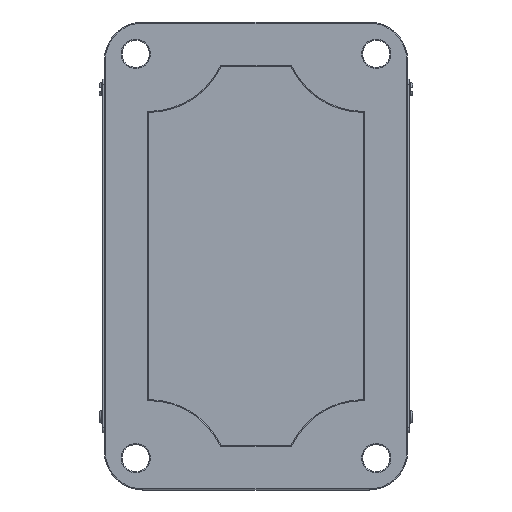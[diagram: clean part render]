
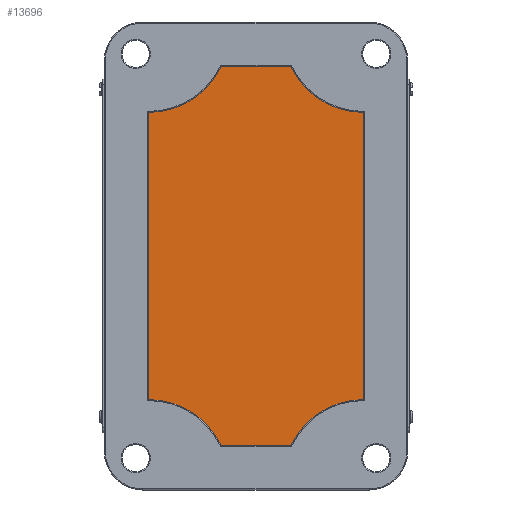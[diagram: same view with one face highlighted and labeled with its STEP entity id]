
A CAD part, front view. The second image highlights one B-rep face of the part: STEP entity #13696.
In plain terms, the highlighted planar face has unit normal (0, -1, 0).
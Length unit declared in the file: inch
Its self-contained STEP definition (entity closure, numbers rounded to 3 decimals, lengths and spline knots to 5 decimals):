
#35 = ORIENTED_EDGE ( 'NONE', *, *, #1408, .T. ) ;
#296 = LINE ( 'NONE', #10457, #6298 ) ;
#891 = CARTESIAN_POINT ( 'NONE',  ( 1.065, 0.5, 1.42 ) ) ;
#1190 = CIRCLE ( 'NONE', #4807, 0.8 ) ;
#1322 = DIRECTION ( 'NONE',  ( 0., 1., 0. ) ) ;
#1408 = EDGE_CURVE ( 'NONE', #5802, #6152, #7764, .T. ) ;
#1563 = ORIENTED_EDGE ( 'NONE', *, *, #4550, .T. ) ;
#1794 = AXIS2_PLACEMENT_3D ( 'NONE', #12590, #12585, #12572 ) ;
#2842 = CIRCLE ( 'NONE', #3893, 0.8 ) ;
#2900 = DIRECTION ( 'NONE',  ( 0., 1., 0. ) ) ;
#3166 = LINE ( 'NONE', #9190, #5834 ) ;
#3893 = AXIS2_PLACEMENT_3D ( 'NONE', #9241, #1322, #9139 ) ;
#4408 = EDGE_CURVE ( 'NONE', #11469, #11443, #296, .T. ) ;
#4487 = ORIENTED_EDGE ( 'NONE', *, *, #6090, .T. ) ;
#4536 = VECTOR ( 'NONE', #9668, 39.37008 ) ;
#4550 = EDGE_CURVE ( 'NONE', #13307, #13102, #6788, .T. ) ;
#4690 = CARTESIAN_POINT ( 'NONE',  ( -1.065, 0.5, -1.42 ) ) ;
#4731 = CIRCLE ( 'NONE', #8911, 0.8 ) ;
#4807 = AXIS2_PLACEMENT_3D ( 'NONE', #9467, #2900, #10550 ) ;
#4884 = CARTESIAN_POINT ( 'NONE',  ( 1.065, 0.5, 2.22 ) ) ;
#4897 = DIRECTION ( 'NONE',  ( 0., 0., 1. ) ) ;
#4920 = ORIENTED_EDGE ( 'NONE', *, *, #13489, .T. ) ;
#5686 = LINE ( 'NONE', #12243, #13874 ) ;
#5802 = VERTEX_POINT ( 'NONE', #891 ) ;
#5834 = VECTOR ( 'NONE', #4897, 39.37008 ) ;
#6015 = DIRECTION ( 'NONE',  ( 0., 0., -1. ) ) ;
#6090 = EDGE_CURVE ( 'NONE', #11443, #13307, #2842, .T. ) ;
#6152 = VERTEX_POINT ( 'NONE', #6830 ) ;
#6298 = VECTOR ( 'NONE', #10474, 39.37008 ) ;
#6431 = EDGE_CURVE ( 'NONE', #6152, #13993, #5686, .T. ) ;
#6603 = DIRECTION ( 'NONE',  ( 0., 1., 0. ) ) ;
#6788 = LINE ( 'NONE', #9509, #4536 ) ;
#6830 = CARTESIAN_POINT ( 'NONE',  ( 0.34321, 0.5, 1.875 ) ) ;
#7633 = CARTESIAN_POINT ( 'NONE',  ( -0.34321, 0.5, 1.875 ) ) ;
#7764 = CIRCLE ( 'NONE', #1794, 0.8 ) ;
#7949 = FACE_OUTER_BOUND ( 'NONE', #12727, .T. ) ;
#8057 = ORIENTED_EDGE ( 'NONE', *, *, #6431, .T. ) ;
#8911 = AXIS2_PLACEMENT_3D ( 'NONE', #12996, #6603, #14085 ) ;
#9139 = DIRECTION ( 'NONE',  ( 0., 0., -1. ) ) ;
#9190 = CARTESIAN_POINT ( 'NONE',  ( 1.065, 0.5, 1.42 ) ) ;
#9241 = CARTESIAN_POINT ( 'NONE',  ( -1.065, 0.5, -2.22 ) ) ;
#9346 = EDGE_CURVE ( 'NONE', #13102, #11827, #4731, .T. ) ;
#9460 = CARTESIAN_POINT ( 'NONE',  ( -0.34321, 0.5, -1.875 ) ) ;
#9461 = ORIENTED_EDGE ( 'NONE', *, *, #9346, .T. ) ;
#9467 = CARTESIAN_POINT ( 'NONE',  ( -1.065, 0.5, 2.22 ) ) ;
#9509 = CARTESIAN_POINT ( 'NONE',  ( -0.34321, 0.5, -1.875 ) ) ;
#9668 = DIRECTION ( 'NONE',  ( 1., 0., 0. ) ) ;
#10052 = AXIS2_PLACEMENT_3D ( 'NONE', #4884, #12392, #6015 ) ;
#10199 = PLANE ( 'NONE',  #10052 ) ;
#10202 = ORIENTED_EDGE ( 'NONE', *, *, #4408, .T. ) ;
#10457 = CARTESIAN_POINT ( 'NONE',  ( -1.065, 0.5, 1.42 ) ) ;
#10474 = DIRECTION ( 'NONE',  ( 0., 0., -1. ) ) ;
#10550 = DIRECTION ( 'NONE',  ( 0., 0., 1. ) ) ;
#10780 = CARTESIAN_POINT ( 'NONE',  ( 1.065, 0.5, -1.42 ) ) ;
#10970 = ORIENTED_EDGE ( 'NONE', *, *, #11542, .T. ) ;
#11162 = CARTESIAN_POINT ( 'NONE',  ( 0.34321, 0.5, -1.875 ) ) ;
#11443 = VERTEX_POINT ( 'NONE', #4690 ) ;
#11469 = VERTEX_POINT ( 'NONE', #13317 ) ;
#11542 = EDGE_CURVE ( 'NONE', #11827, #5802, #3166, .T. ) ;
#11827 = VERTEX_POINT ( 'NONE', #10780 ) ;
#12243 = CARTESIAN_POINT ( 'NONE',  ( -0.34321, 0.5, 1.875 ) ) ;
#12392 = DIRECTION ( 'NONE',  ( 0., -1., 0. ) ) ;
#12572 = DIRECTION ( 'NONE',  ( 0., 0., -1. ) ) ;
#12585 = DIRECTION ( 'NONE',  ( 0., 1., 0. ) ) ;
#12590 = CARTESIAN_POINT ( 'NONE',  ( 1.065, 0.5, 2.22 ) ) ;
#12727 = EDGE_LOOP ( 'NONE', ( #35, #8057, #4920, #10202, #4487, #1563, #9461, #10970 ) ) ;
#12996 = CARTESIAN_POINT ( 'NONE',  ( 1.065, 0.5, -2.22 ) ) ;
#13102 = VERTEX_POINT ( 'NONE', #11162 ) ;
#13307 = VERTEX_POINT ( 'NONE', #9460 ) ;
#13317 = CARTESIAN_POINT ( 'NONE',  ( -1.065, 0.5, 1.42 ) ) ;
#13489 = EDGE_CURVE ( 'NONE', #13993, #11469, #1190, .T. ) ;
#13696 = ADVANCED_FACE ( 'NONE', ( #7949 ), #10199, .T. ) ;
#13874 = VECTOR ( 'NONE', #13904, 39.37008 ) ;
#13904 = DIRECTION ( 'NONE',  ( -1., 0., 0. ) ) ;
#13993 = VERTEX_POINT ( 'NONE', #7633 ) ;
#14085 = DIRECTION ( 'NONE',  ( 0., 0., 1. ) ) ;
